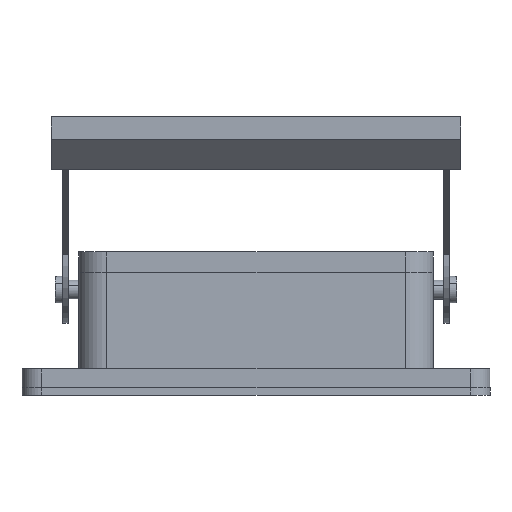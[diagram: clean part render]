
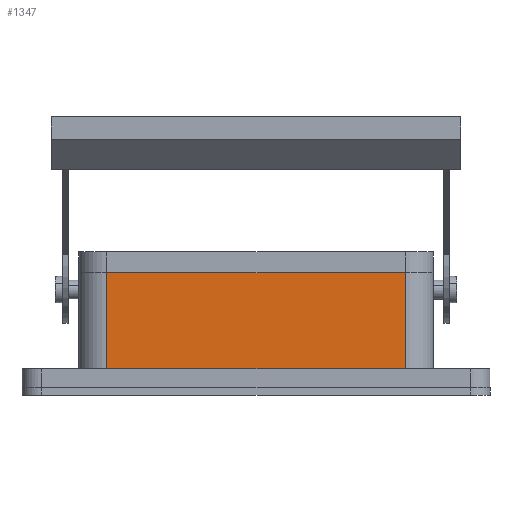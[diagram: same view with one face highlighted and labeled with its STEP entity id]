
A CAD part, left-side view. The second image highlights one B-rep face of the part: STEP entity #1347.
In plain terms, the highlighted planar face has unit normal (-1, 0, 0).
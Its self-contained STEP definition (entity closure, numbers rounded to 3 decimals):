
#1327=AXIS2_PLACEMENT_3D('Plane Axis2P3D',#1324,#1325,#1326) ;
#546=CARTESIAN_POINT('Vertex',(18.75,101.5,32.5)) ;
#549=CARTESIAN_POINT('Line Origine',(18.75,62.,32.5)) ;
#553=CARTESIAN_POINT('Vertex',(18.75,22.5,32.5)) ;
#1305=CARTESIAN_POINT('Line Origine',(18.75,101.5,17.5)) ;
#1309=CARTESIAN_POINT('Vertex',(18.75,101.5,7.)) ;
#1324=CARTESIAN_POINT('Axis2P3D Location',(18.75,15.,32.5)) ;
#1329=CARTESIAN_POINT('Line Origine',(18.75,22.5,19.75)) ;
#1333=CARTESIAN_POINT('Vertex',(18.75,22.5,7.)) ;
#1336=CARTESIAN_POINT('Line Origine',(18.75,62.,7.)) ;
#550=DIRECTION('Vector Direction',(0.,1.,0.)) ;
#1306=DIRECTION('Vector Direction',(0.,0.,-1.)) ;
#1325=DIRECTION('Axis2P3D Direction',(-1.,0.,-0.)) ;
#1326=DIRECTION('Axis2P3D XDirection',(0.,1.,0.)) ;
#1330=DIRECTION('Vector Direction',(0.,0.,-1.)) ;
#1337=DIRECTION('Vector Direction',(0.,1.,0.)) ;
#551=VECTOR('Line Direction',#550,1.) ;
#1307=VECTOR('Line Direction',#1306,1.) ;
#1331=VECTOR('Line Direction',#1330,1.) ;
#1338=VECTOR('Line Direction',#1337,1.) ;
#1342=ORIENTED_EDGE('',*,*,#1335,.F.) ;
#1343=ORIENTED_EDGE('',*,*,#555,.F.) ;
#1344=ORIENTED_EDGE('',*,*,#1311,.T.) ;
#1345=ORIENTED_EDGE('',*,*,#1340,.F.) ;
#1347=ADVANCED_FACE('Housing',(#1346),#1328,.T.) ;
#555=EDGE_CURVE('',#547,#554,#552,.F.) ;
#1311=EDGE_CURVE('',#547,#1310,#1308,.T.) ;
#1335=EDGE_CURVE('',#554,#1334,#1332,.T.) ;
#1340=EDGE_CURVE('',#1334,#1310,#1339,.T.) ;
#1341=EDGE_LOOP('',(#1342,#1343,#1344,#1345)) ;
#1346=FACE_OUTER_BOUND('',#1341,.T.) ;
#552=LINE('Line',#549,#551) ;
#1308=LINE('Line',#1305,#1307) ;
#1332=LINE('Line',#1329,#1331) ;
#1339=LINE('Line',#1336,#1338) ;
#1328=PLANE('',#1327) ;
#547=VERTEX_POINT('',#546) ;
#554=VERTEX_POINT('',#553) ;
#1310=VERTEX_POINT('',#1309) ;
#1334=VERTEX_POINT('',#1333) ;
